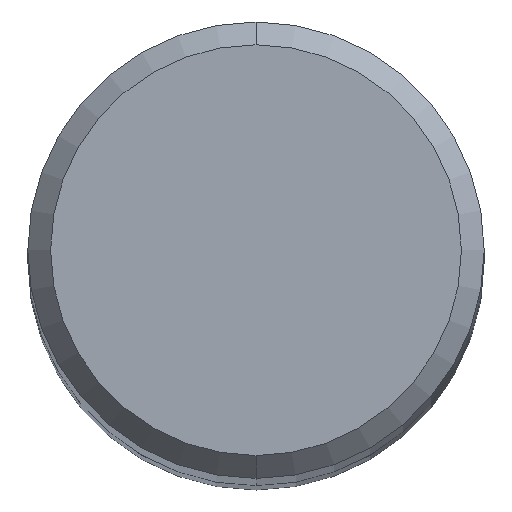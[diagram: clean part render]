
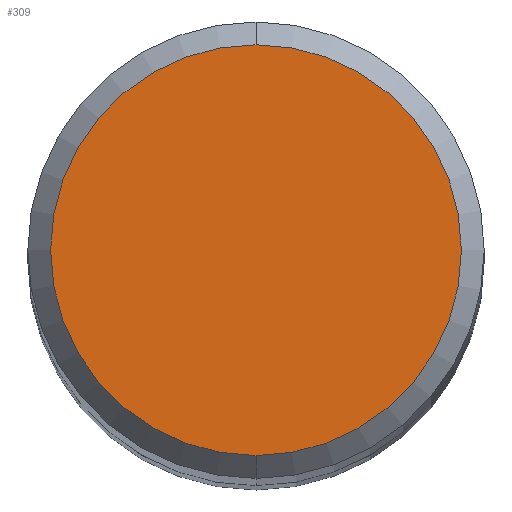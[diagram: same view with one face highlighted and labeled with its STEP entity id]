
A CAD part, top view. The second image highlights one B-rep face of the part: STEP entity #309.
In plain terms, the highlighted planar face has unit normal (0, 0, 1).
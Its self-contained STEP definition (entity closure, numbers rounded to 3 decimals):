
#185=EDGE_CURVE('',#359,#193,#464,.T.);
#193=VERTEX_POINT('',#472);
#297=EDGE_CURVE('',#193,#359,#586,.T.);
#309=ADVANCED_FACE('',(#599),#600,.T.);
#359=VERTEX_POINT('',#652);
#464=CIRCLE('',#790,3.6);
#472=CARTESIAN_POINT('',(0.0,3.6,0.0));
#586=CIRCLE('',#1063,3.6);
#599=FACE_OUTER_BOUND('',#1084,.T.);
#600=PLANE('',#1085);
#652=CARTESIAN_POINT('',(0.,-3.6,0.0));
#790=AXIS2_PLACEMENT_3D('',#1373,#1374,#1375);
#1063=AXIS2_PLACEMENT_3D('',#1497,#1498,#1499);
#1084=EDGE_LOOP('',(#1513,#1514));
#1085=AXIS2_PLACEMENT_3D('',#1515,#1516,#1517);
#1373=CARTESIAN_POINT('',(0.0,0.0,0.0));
#1374=DIRECTION('',(0.0,0.0,-1.0));
#1375=DIRECTION('',(0.0,1.0,0.0));
#1497=CARTESIAN_POINT('',(0.0,0.0,0.0));
#1498=DIRECTION('',(0.0,0.0,-1.0));
#1499=DIRECTION('',(0.0,1.0,0.0));
#1513=ORIENTED_EDGE('',*,*,#297,.F.);
#1514=ORIENTED_EDGE('',*,*,#185,.F.);
#1515=CARTESIAN_POINT('',(0.0,1.8,0.0));
#1516=DIRECTION('',(-0.0,0.0,1.0));
#1517=DIRECTION('',(0.0,-1.0,0.0));
